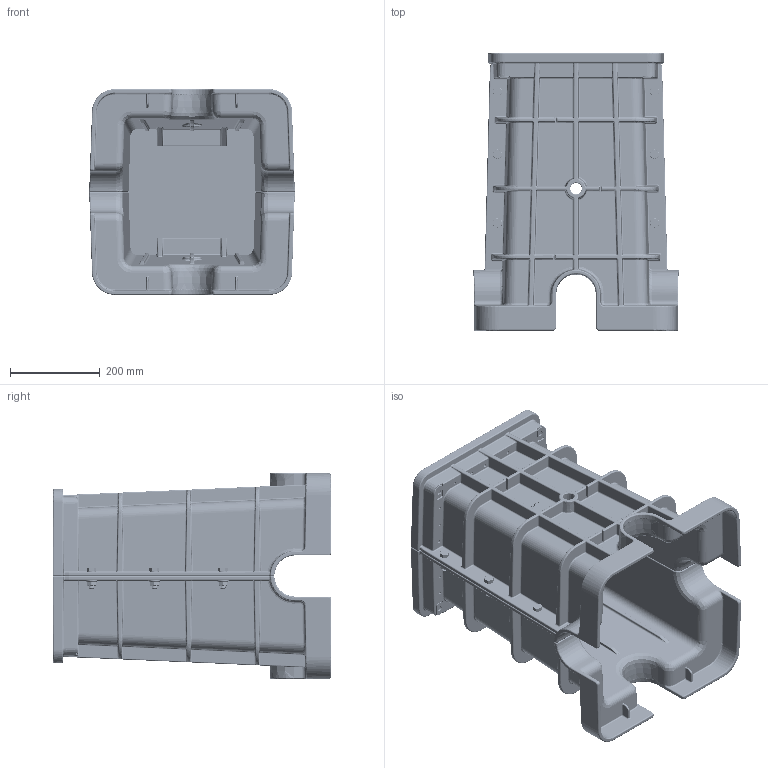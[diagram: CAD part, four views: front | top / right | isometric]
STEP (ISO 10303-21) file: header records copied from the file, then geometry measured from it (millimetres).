
FILE_DESCRIPTION (( 'STEP AP214' ), '1' );
FILE_NAME ('ORC3798-M01.STEP', '2023-10-06T14:16:49', ( '' ), ( '' ), 'SwSTEP 2.0', 'SolidWorks 2020', '' );
FILE_SCHEMA (( 'AUTOMOTIVE_DESIGN' ));
Length unit declared in the file: inch
Products named in the file (1): ORC3798-M01
Bounding box: 457.02 x 619.3 x 457.2 mm (x, y, z)
Volume: 13403156.4 mm3; surface area: 2820175.4 mm2
Topology: 23 solids, 23 shells, 8014 faces, 19199 edges, 11876 vertices
Faces by surface type: plane 3766, cylinder 2178, bspline 1420, sphere 292, cone 200, torus 158
Entity records: 525379 total; most frequent: CARTESIAN_POINT 246926, ORIENTED_EDGE 38198, DIRECTION 32159, EDGE_CURVE 19099, VERTEX_POINT 11842, AXIS2_PLACEMENT_3D 10927, VECTOR 10305, LINE 10305
